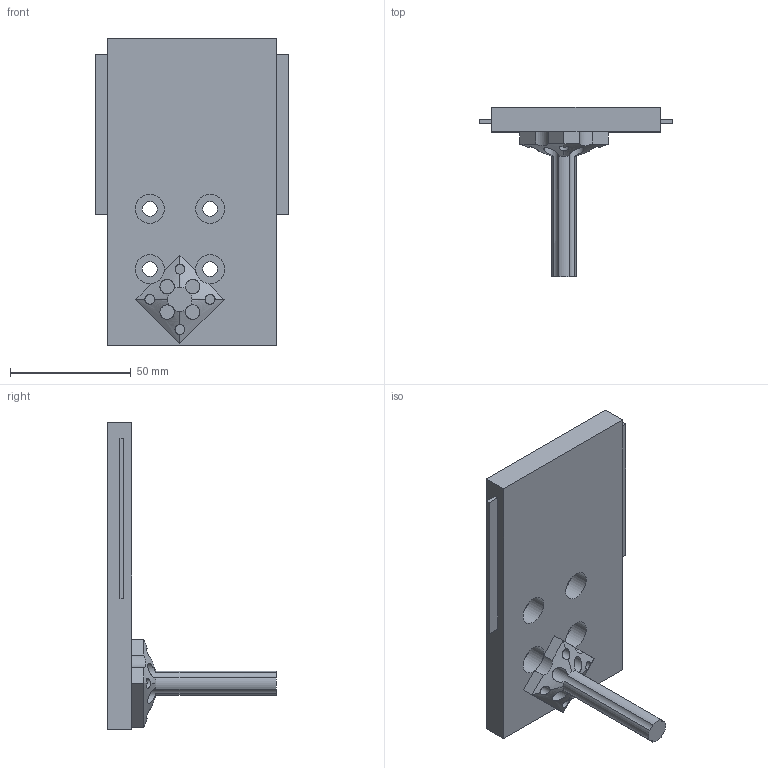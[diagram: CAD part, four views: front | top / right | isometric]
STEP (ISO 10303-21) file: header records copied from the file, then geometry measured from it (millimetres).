
FILE_DESCRIPTION(/* description */ (''),/* implementation_level */ '2;1');
FILE_NAME(/* name */ 'Optics Adapter Prototype #7 (RB13P1M & Optics).step',/* time_stamp */ '2024-06-17T18:32:45-04:00',/* author */ (''),/* organization */ (''),/* preprocessor_version */ 'ST-DEVELOPER v20',/* originating_system */ 'Autodesk Translation Framework v12.20.1.177',/* authorisation */ '');
FILE_SCHEMA (('AUTOMOTIVE_DESIGN { 1 0 10303 214 3 1 1 }'));
Length unit declared in the file: millimetre
Products named in the file (5): #2340; Component1; #2342; Petri dish v1; KB1P_M (Fusion Version) v16
Assembly tree (4 placements, depth 3):
  #2340
    Component1
    #2342
      Petri dish v1
      KB1P_M (Fusion Version) v16
Bounding box: 80 x 70.05 x 126.9 mm (x, y, z)
Volume: 93766.3 mm3; surface area: 28361.6 mm2
Topology: 2 solids, 2 shells, 54 faces, 150 edges, 98 vertices
Faces by surface type: plane 28, cylinder 22, bspline 4
Full cylindrical faces by diameter (mm): 4.1 x4, 6 x4, 6.1 x4, 12 x4
Entity records: 2402 total; most frequent: CARTESIAN_POINT 789, ORIENTED_EDGE 300, DIRECTION 292, EDGE_CURVE 150, AXIS2_PLACEMENT_3D 102, VERTEX_POINT 98, LINE 88, VECTOR 88
